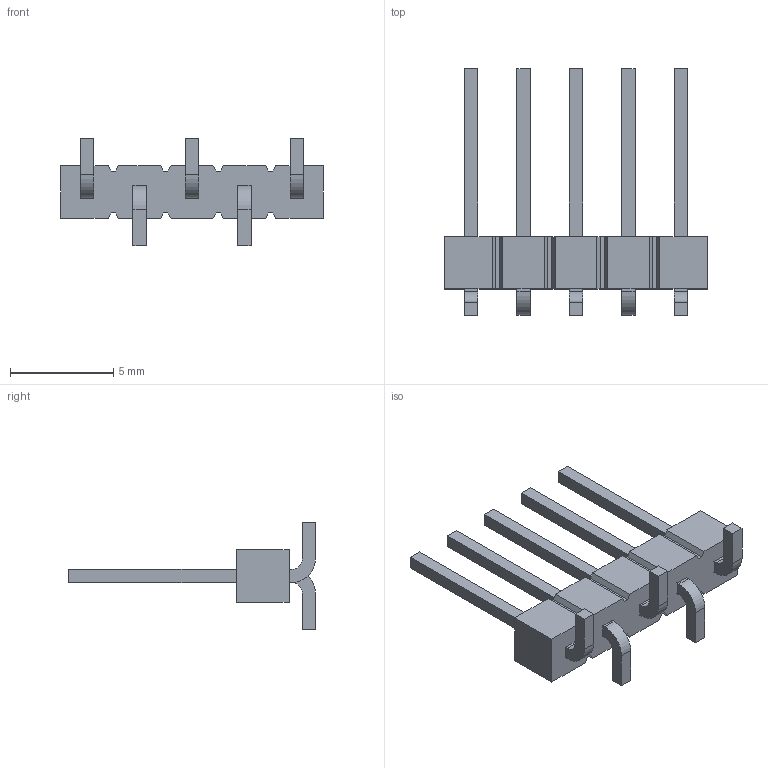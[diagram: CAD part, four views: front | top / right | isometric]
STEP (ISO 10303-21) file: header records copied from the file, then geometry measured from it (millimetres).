
FILE_DESCRIPTION(/* description */ ('STEP AP214'),/* implementation_level */ '2;1');
FILE_NAME(/* name */ 'TSM-105-02-S-SV',/* time_stamp */ '2022-11-20T18:17:07+01:00',/* author */ ('License CC BY-ND 4.0'),/* organization */ ('CADENAS'),/* preprocessor_version */ 'ST-DEVELOPER v18.102',/* originating_system */ 'PARTsolutions',/* authorisation */ ' ');
FILE_SCHEMA (('AUTOMOTIVE_DESIGN {1 0 10303 214 3 1 1}'));
Length unit declared in the file: inch
Products named in the file (3): TSM-105-02-S-SV; T-1S6-08(-02-5-SV); TSM-105-02-SV_body
Assembly tree (2 placements, depth 2):
  TSM-105-02-S-SV
    T-1S6-08(-02-5-SV)
    TSM-105-02-SV_body
Bounding box: 12.7 x 11.94 x 5.21 mm (x, y, z)
Volume: 103.7 mm3; surface area: 368 mm2
Topology: 2 solids, 2 shells, 130 faces, 360 edges, 240 vertices
Faces by surface type: plane 120, cylinder 10
Entity records: 4182 total; most frequent: CARTESIAN_POINT 733, ORIENTED_EDGE 720, DIRECTION 646, EDGE_CURVE 360, LINE 340, VECTOR 340, VERTEX_POINT 240, AXIS2_PLACEMENT_3D 153
